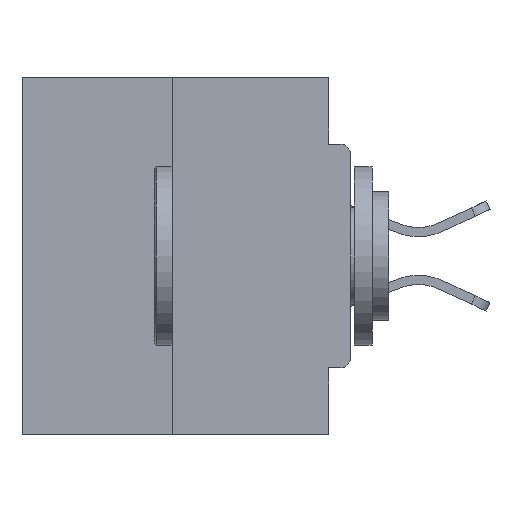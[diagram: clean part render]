
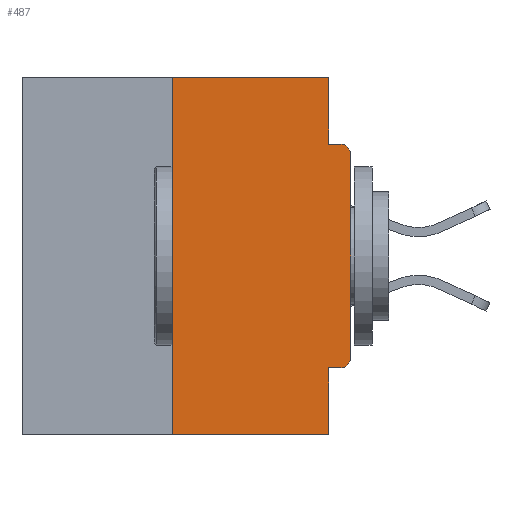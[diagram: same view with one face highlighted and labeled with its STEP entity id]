
A CAD part, left-side view. The second image highlights one B-rep face of the part: STEP entity #487.
In plain terms, the highlighted planar face has unit normal (-1, 0, 0).
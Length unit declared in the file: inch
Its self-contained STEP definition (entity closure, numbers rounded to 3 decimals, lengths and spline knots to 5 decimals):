
#487 = ADVANCED_FACE ( 'NONE', ( #39314 ), #9956, .F. ) ;
#1492 = CARTESIAN_POINT ( 'NONE',  ( 0., 0., -0.0935 ) ) ;
#1833 = ORIENTED_EDGE ( 'NONE', *, *, #43448, .T. ) ;
#1911 = DIRECTION ( 'NONE',  ( -1., 0., 0. ) ) ;
#2059 = CARTESIAN_POINT ( 'NONE',  ( 0., 0.25, -0.5 ) ) ;
#2700 = CARTESIAN_POINT ( 'NONE',  ( 0., 0., 0. ) ) ;
#3366 = CARTESIAN_POINT ( 'NONE',  ( 0., 0.031, 0. ) ) ;
#4557 = VERTEX_POINT ( 'NONE', #24912 ) ;
#4585 = LINE ( 'NONE', #1492, #12995 ) ;
#4924 = LINE ( 'NONE', #3366, #18452 ) ;
#5120 = EDGE_CURVE ( 'NONE', #29631, #9164, #17937, .T. ) ;
#6681 = ORIENTED_EDGE ( 'NONE', *, *, #30748, .F. ) ;
#7138 = AXIS2_PLACEMENT_3D ( 'NONE', #33992, #30653, #37915 ) ;
#7560 = LINE ( 'NONE', #11545, #40876 ) ;
#8320 = VECTOR ( 'NONE', #22367, 39.37008 ) ;
#9164 = VERTEX_POINT ( 'NONE', #35010 ) ;
#9666 = EDGE_CURVE ( 'NONE', #29010, #10108, #40095, .T. ) ;
#9695 = DIRECTION ( 'NONE',  ( 0., -1., 0. ) ) ;
#9956 = PLANE ( 'NONE',  #13610 ) ;
#9976 = DIRECTION ( 'NONE',  ( 0., 0., -1. ) ) ;
#10108 = VERTEX_POINT ( 'NONE', #26111 ) ;
#10285 = ORIENTED_EDGE ( 'NONE', *, *, #16373, .T. ) ;
#10655 = LINE ( 'NONE', #2700, #37232 ) ;
#10686 = ORIENTED_EDGE ( 'NONE', *, *, #12022, .F. ) ;
#11545 = CARTESIAN_POINT ( 'NONE',  ( 0., 0., -0.4065 ) ) ;
#11989 = VECTOR ( 'NONE', #13751, 39.37008 ) ;
#12022 = EDGE_CURVE ( 'NONE', #12548, #4557, #4924, .T. ) ;
#12548 = VERTEX_POINT ( 'NONE', #15126 ) ;
#12995 = VECTOR ( 'NONE', #26662, 39.37008 ) ;
#13417 = EDGE_CURVE ( 'NONE', #34330, #22434, #7560, .T. ) ;
#13610 = AXIS2_PLACEMENT_3D ( 'NONE', #46175, #21530, #25274 ) ;
#13680 = VECTOR ( 'NONE', #9695, 39.37008 ) ;
#13751 = DIRECTION ( 'NONE',  ( 0., -1., 0. ) ) ;
#14230 = DIRECTION ( 'NONE',  ( 0., 0., -1. ) ) ;
#14404 = CIRCLE ( 'NONE', #38270, 0.015 ) ;
#15126 = CARTESIAN_POINT ( 'NONE',  ( 0., 0.031, 0. ) ) ;
#16373 = EDGE_CURVE ( 'NONE', #20894, #29010, #10655, .T. ) ;
#17937 = LINE ( 'NONE', #25815, #8320 ) ;
#18452 = VECTOR ( 'NONE', #14230, 39.37008 ) ;
#19707 = CARTESIAN_POINT ( 'NONE',  ( 0., 0.031, -0.5 ) ) ;
#20894 = VERTEX_POINT ( 'NONE', #39940 ) ;
#21530 = DIRECTION ( 'NONE',  ( 1., 0., 0. ) ) ;
#22367 = DIRECTION ( 'NONE',  ( 0., 0., 1. ) ) ;
#22434 = VERTEX_POINT ( 'NONE', #30831 ) ;
#23937 = CARTESIAN_POINT ( 'NONE',  ( 0., 0.015, -0.3915 ) ) ;
#24912 = CARTESIAN_POINT ( 'NONE',  ( 0., 0.031, -0.0935 ) ) ;
#25274 = DIRECTION ( 'NONE',  ( 0., 0., -1. ) ) ;
#25815 = CARTESIAN_POINT ( 'NONE',  ( 0., 0.25, 0. ) ) ;
#26111 = CARTESIAN_POINT ( 'NONE',  ( 0., 0.015, -0.0935 ) ) ;
#26462 = EDGE_LOOP ( 'NONE', ( #34972, #38422, #37899, #38660, #26784, #1833, #10285, #46716, #6681, #10686 ) ) ;
#26662 = DIRECTION ( 'NONE',  ( 0., -1., 0. ) ) ;
#26784 = ORIENTED_EDGE ( 'NONE', *, *, #13417, .F. ) ;
#26859 = EDGE_CURVE ( 'NONE', #29631, #35607, #34003, .T. ) ;
#28230 = CARTESIAN_POINT ( 'NONE',  ( 0., 0.015, -0.4065 ) ) ;
#28879 = LINE ( 'NONE', #19707, #37372 ) ;
#29010 = VERTEX_POINT ( 'NONE', #40576 ) ;
#29079 = DIRECTION ( 'NONE',  ( 0., 1., 0. ) ) ;
#29631 = VERTEX_POINT ( 'NONE', #2059 ) ;
#30653 = DIRECTION ( 'NONE',  ( -1., 0., 0. ) ) ;
#30748 = EDGE_CURVE ( 'NONE', #4557, #10108, #4585, .T. ) ;
#30831 = CARTESIAN_POINT ( 'NONE',  ( 0., 0.031, -0.4065 ) ) ;
#31017 = CARTESIAN_POINT ( 'NONE',  ( 0., 0.46, 0. ) ) ;
#31032 = DIRECTION ( 'NONE',  ( 0., 0., 1. ) ) ;
#33274 = CARTESIAN_POINT ( 'NONE',  ( 0., 0.031, -0.5 ) ) ;
#33992 = CARTESIAN_POINT ( 'NONE',  ( 0., 0.015, -0.1085 ) ) ;
#34003 = LINE ( 'NONE', #35648, #11989 ) ;
#34330 = VERTEX_POINT ( 'NONE', #28230 ) ;
#34972 = ORIENTED_EDGE ( 'NONE', *, *, #45029, .F. ) ;
#35010 = CARTESIAN_POINT ( 'NONE',  ( 0., 0.25, 0. ) ) ;
#35607 = VERTEX_POINT ( 'NONE', #33274 ) ;
#35648 = CARTESIAN_POINT ( 'NONE',  ( 0., 0.46, -0.5 ) ) ;
#36804 = LINE ( 'NONE', #31017, #13680 ) ;
#37232 = VECTOR ( 'NONE', #31032, 39.37008 ) ;
#37372 = VECTOR ( 'NONE', #9976, 39.37008 ) ;
#37899 = ORIENTED_EDGE ( 'NONE', *, *, #26859, .T. ) ;
#37915 = DIRECTION ( 'NONE',  ( 0., 0., -1. ) ) ;
#37978 = DIRECTION ( 'NONE',  ( 0., 0., -1. ) ) ;
#38270 = AXIS2_PLACEMENT_3D ( 'NONE', #23937, #1911, #37978 ) ;
#38422 = ORIENTED_EDGE ( 'NONE', *, *, #5120, .F. ) ;
#38471 = EDGE_CURVE ( 'NONE', #22434, #35607, #28879, .T. ) ;
#38660 = ORIENTED_EDGE ( 'NONE', *, *, #38471, .F. ) ;
#39314 = FACE_OUTER_BOUND ( 'NONE', #26462, .T. ) ;
#39940 = CARTESIAN_POINT ( 'NONE',  ( 0., 0., -0.3915 ) ) ;
#40095 = CIRCLE ( 'NONE', #7138, 0.015 ) ;
#40576 = CARTESIAN_POINT ( 'NONE',  ( 0., 0., -0.1085 ) ) ;
#40876 = VECTOR ( 'NONE', #29079, 39.37008 ) ;
#43448 = EDGE_CURVE ( 'NONE', #34330, #20894, #14404, .T. ) ;
#45029 = EDGE_CURVE ( 'NONE', #9164, #12548, #36804, .T. ) ;
#46175 = CARTESIAN_POINT ( 'NONE',  ( 0., 0.46, 0. ) ) ;
#46716 = ORIENTED_EDGE ( 'NONE', *, *, #9666, .T. ) ;
